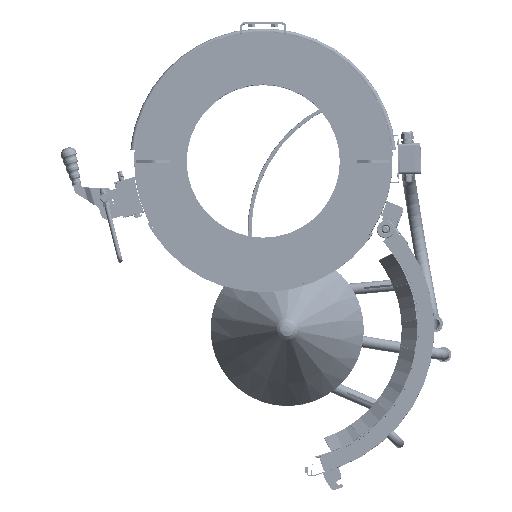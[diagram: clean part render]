
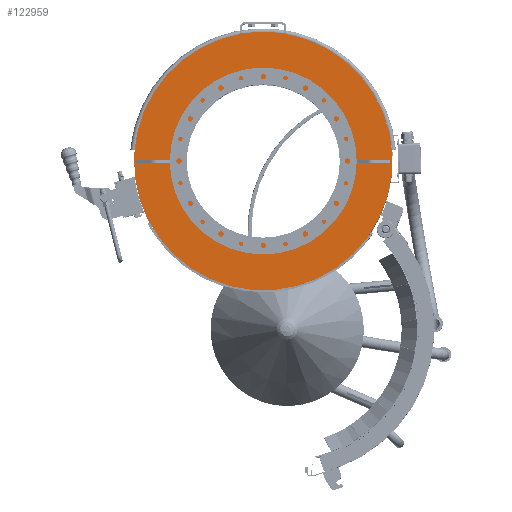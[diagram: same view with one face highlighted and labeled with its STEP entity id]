
A CAD part, top view. The second image highlights one B-rep face of the part: STEP entity #122959.
In plain terms, the highlighted planar face has unit normal (0, 0, 1).
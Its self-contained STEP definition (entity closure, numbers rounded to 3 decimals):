
#13260=LINE($,#227262,#23214);
#13261=LINE($,#227265,#23215);
#13263=LINE($,#227269,#23217);
#13265=LINE($,#227272,#23219);
#13268=LINE($,#227278,#23222);
#13269=LINE($,#227281,#23223);
#13271=LINE($,#227285,#23225);
#13273=LINE($,#227288,#23227);
#23214=VECTOR($,#154339,8.);
#23215=VECTOR($,#154342,100.);
#23217=VECTOR($,#154346,8.);
#23219=VECTOR($,#154350,100.);
#23222=VECTOR($,#154355,8.);
#23223=VECTOR($,#154358,100.);
#23225=VECTOR($,#154362,8.);
#23227=VECTOR($,#154366,100.);
#28397=PLANE($,#130829);
#31294=FACE_BOUND($,#44889,.T.);
#31295=FACE_BOUND($,#44890,.T.);
#31296=FACE_BOUND($,#44891,.T.);
#37108=FACE_OUTER_BOUND($,#44888,.T.);
#44888=EDGE_LOOP($,(#104594,#104595));
#44889=EDGE_LOOP($,(#104596,#104597,#104598,#104599));
#44890=EDGE_LOOP($,(#104600,#104601,#104602,#104603));
#44891=EDGE_LOOP($,(#104604,#104605));
#48685=CIRCLE($,#130701,203.);
#48728=CIRCLE($,#130830,337.5);
#48729=CIRCLE($,#130831,337.5);
#48730=CIRCLE($,#130832,203.);
#58677=VERTEX_POINT($,#227258);
#58678=VERTEX_POINT($,#227260);
#58679=VERTEX_POINT($,#227264);
#58680=VERTEX_POINT($,#227268);
#58681=VERTEX_POINT($,#227274);
#58682=VERTEX_POINT($,#227276);
#58683=VERTEX_POINT($,#227280);
#58684=VERTEX_POINT($,#227284);
#58687=VERTEX_POINT($,#227296);
#58688=VERTEX_POINT($,#227297);
#58723=VERTEX_POINT($,#227427);
#58724=VERTEX_POINT($,#227431);
#74239=EDGE_CURVE($,#58677,#58678,#13260,.T.);
#74240=EDGE_CURVE($,#58679,#58677,#13261,.T.);
#74242=EDGE_CURVE($,#58680,#58679,#13263,.T.);
#74244=EDGE_CURVE($,#58678,#58680,#13265,.T.);
#74247=EDGE_CURVE($,#58681,#58682,#13268,.T.);
#74248=EDGE_CURVE($,#58683,#58681,#13269,.T.);
#74250=EDGE_CURVE($,#58684,#58683,#13271,.T.);
#74252=EDGE_CURVE($,#58682,#58684,#13273,.T.);
#74255=EDGE_CURVE($,#58687,#58688,#48685,.T.);
#74432=EDGE_CURVE($,#58723,#58724,#48728,.T.);
#74433=EDGE_CURVE($,#58724,#58723,#48729,.T.);
#74434=EDGE_CURVE($,#58687,#58688,#48730,.T.);
#104594=ORIENTED_EDGE($,*,*,#74432,.T.);
#104595=ORIENTED_EDGE($,*,*,#74433,.T.);
#104596=ORIENTED_EDGE($,*,*,#74252,.T.);
#104597=ORIENTED_EDGE($,*,*,#74250,.T.);
#104598=ORIENTED_EDGE($,*,*,#74248,.T.);
#104599=ORIENTED_EDGE($,*,*,#74247,.T.);
#104600=ORIENTED_EDGE($,*,*,#74244,.T.);
#104601=ORIENTED_EDGE($,*,*,#74242,.T.);
#104602=ORIENTED_EDGE($,*,*,#74240,.T.);
#104603=ORIENTED_EDGE($,*,*,#74239,.T.);
#104604=ORIENTED_EDGE($,*,*,#74255,.F.);
#104605=ORIENTED_EDGE($,*,*,#74434,.T.);
#122959=ADVANCED_FACE($,(#37108,#31294,#31295,#31296),#28397,.T.);
#130701=AXIS2_PLACEMENT_3D($,#227298,#154377,#154378);
#130829=AXIS2_PLACEMENT_3D($,#227652,#154767,#154768);
#130830=AXIS2_PLACEMENT_3D($,#227653,#154769,#154770);
#130831=AXIS2_PLACEMENT_3D($,#227654,#154771,#154772);
#130832=AXIS2_PLACEMENT_3D($,#227655,#154773,#154774);
#154339=DIRECTION($,(0.,-1.,0.));
#154342=DIRECTION($,(1.,0.,0.));
#154346=DIRECTION($,(0.,1.,0.));
#154350=DIRECTION($,(-1.,0.,0.));
#154355=DIRECTION($,(0.,-1.,0.));
#154358=DIRECTION($,(1.,0.,0.));
#154362=DIRECTION($,(0.,1.,0.));
#154366=DIRECTION($,(-1.,0.,0.));
#154377=DIRECTION('center_axis',(0.,0.,
1.));
#154378=DIRECTION('ref_axis',(1.,0.,0.));
#154767=DIRECTION('center_axis',(0.,0.,
1.));
#154768=DIRECTION('ref_axis',(0.,1.,0.));
#154769=DIRECTION('center_axis',(0.,0.,
1.));
#154770=DIRECTION('ref_axis',(1.,0.,0.));
#154771=DIRECTION('center_axis',(0.,0.,
1.));
#154772=DIRECTION('ref_axis',(1.,0.,0.));
#154773=DIRECTION('center_axis',(0.,0.,
-1.));
#154774=DIRECTION('ref_axis',(1.,0.,0.));
#227258=CARTESIAN_POINT('',(-232.166,4.,1037.));
#227260=CARTESIAN_POINT('',(-232.166,-4.,1037.));
#227262=CARTESIAN_POINT($,(-232.166,4.,1037.));
#227264=CARTESIAN_POINT('',(-332.166,4.,1037.));
#227265=CARTESIAN_POINT($,(-332.166,4.,1037.));
#227268=CARTESIAN_POINT('',(-332.166,-4.,1037.));
#227269=CARTESIAN_POINT($,(-332.166,-4.,1037.));
#227272=CARTESIAN_POINT($,(-232.166,-4.,1037.));
#227274=CARTESIAN_POINT('',(332.166,4.,1037.));
#227276=CARTESIAN_POINT('',(332.166,-4.,1037.));
#227278=CARTESIAN_POINT($,(332.166,4.,1037.));
#227280=CARTESIAN_POINT('',(232.166,4.,1037.));
#227281=CARTESIAN_POINT($,(232.166,4.,1037.));
#227284=CARTESIAN_POINT('',(232.166,-4.,1037.));
#227285=CARTESIAN_POINT($,(232.166,-4.,1037.));
#227288=CARTESIAN_POINT($,(332.166,-4.,1037.));
#227296=CARTESIAN_POINT('',(-0.05,203.,1037.));
#227297=CARTESIAN_POINT('',(0.05,203.,1037.));
#227298=CARTESIAN_POINT('Origin',(0.,0.,
1037.));
#227427=CARTESIAN_POINT('',(-55.,332.988,1037.));
#227431=CARTESIAN_POINT('',(55.,332.988,1037.));
#227652=CARTESIAN_POINT('Origin',(335.5,0.,1037.));
#227653=CARTESIAN_POINT('Origin',(0.,0.,
1037.));
#227654=CARTESIAN_POINT('Origin',(0.,0.,
1037.));
#227655=CARTESIAN_POINT('Origin',(0.,0.,
1037.));
